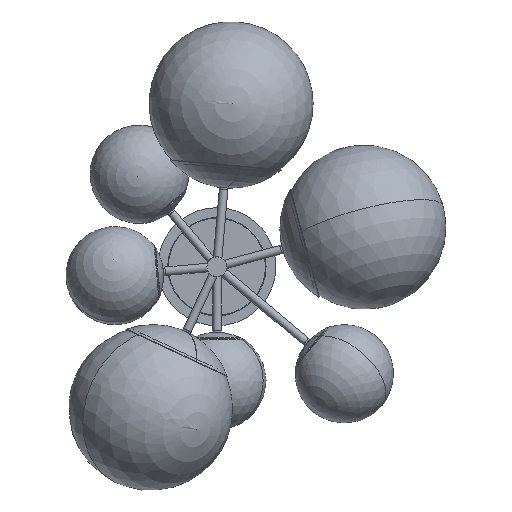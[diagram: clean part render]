
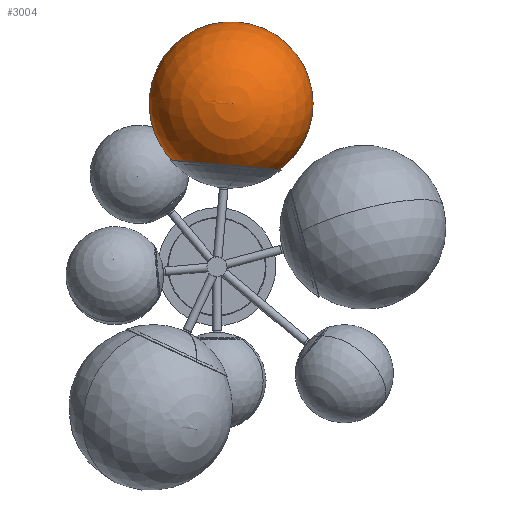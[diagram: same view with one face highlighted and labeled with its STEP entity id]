
A CAD part, front view. The second image highlights one B-rep face of the part: STEP entity #3004.
In plain terms, the highlighted spherical face has radius 125 mm.
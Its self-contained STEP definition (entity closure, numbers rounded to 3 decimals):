
#204 = CARTESIAN_POINT ( 'NONE',  ( 13.217, -790., 151.071 ) ) ;
#379 = AXIS2_PLACEMENT_3D ( 'NONE', #204, #2202, #4192 ) ;
#419 = EDGE_LOOP ( 'NONE', ( #1605, #3780, #707 ) ) ;
#560 = CIRCLE ( 'NONE', #3976, 125. ) ;
#703 = AXIS2_PLACEMENT_3D ( 'NONE', #3582, #5105, #1121 ) ;
#707 = ORIENTED_EDGE ( 'NONE', *, *, #901, .T. ) ;
#901 = EDGE_CURVE ( 'NONE', #5015, #3806, #4950, .T. ) ;
#1121 = DIRECTION ( 'NONE',  ( -0.996, -0.021, 0.087 ) ) ;
#1123 = CARTESIAN_POINT ( 'NONE',  ( 90.718, -788.345, 144.29 ) ) ;
#1526 = AXIS2_PLACEMENT_3D ( 'NONE', #1961, #4395, #2477 ) ;
#1603 = SPHERICAL_SURFACE ( 'NONE', #703, 125. ) ;
#1605 = ORIENTED_EDGE ( 'NONE', *, *, #3142, .F. ) ;
#1961 = CARTESIAN_POINT ( 'NONE',  ( 21.743, -790., 248.524 ) ) ;
#2087 = FACE_OUTER_BOUND ( 'NONE', #419, .T. ) ;
#2202 = DIRECTION ( 'NONE',  ( 0.087, 0., 0.996 ) ) ;
#2477 = DIRECTION ( 'NONE',  ( -1., -0.021, 0. ) ) ;
#2614 = VERTEX_POINT ( 'NONE', #5112 ) ;
#2747 = DIRECTION ( 'NONE',  ( 0.021, -1., -0.002 ) ) ;
#3004 = ADVANCED_FACE ( 'NONE', ( #2087 ), #1603, .T. ) ;
#3142 = EDGE_CURVE ( 'NONE', #2614, #3806, #5488, .T. ) ;
#3582 = CARTESIAN_POINT ( 'NONE',  ( 21.743, -790., 248.524 ) ) ;
#3780 = ORIENTED_EDGE ( 'NONE', *, *, #6071, .T. ) ;
#3793 = CARTESIAN_POINT ( 'NONE',  ( -64.284, -791.655, 157.851 ) ) ;
#3806 = VERTEX_POINT ( 'NONE', #1123 ) ;
#3976 = AXIS2_PLACEMENT_3D ( 'NONE', #6193, #2747, #5183 ) ;
#4192 = DIRECTION ( 'NONE',  ( -0.021, 1., 0.002 ) ) ;
#4395 = DIRECTION ( 'NONE',  ( -0.021, 1., 0.002 ) ) ;
#4950 = CIRCLE ( 'NONE', #379, 77.814 ) ;
#5015 = VERTEX_POINT ( 'NONE', #3793 ) ;
#5105 = DIRECTION ( 'NONE',  ( -0.021, 1., 0.002 ) ) ;
#5112 = CARTESIAN_POINT ( 'NONE',  ( 32.638, -790., 373.049 ) ) ;
#5183 = DIRECTION ( 'NONE',  ( 1., 0.021, 0. ) ) ;
#5488 = CIRCLE ( 'NONE', #1526, 125. ) ;
#6071 = EDGE_CURVE ( 'NONE', #2614, #5015, #560, .T. ) ;
#6193 = CARTESIAN_POINT ( 'NONE',  ( 21.743, -790., 248.524 ) ) ;
